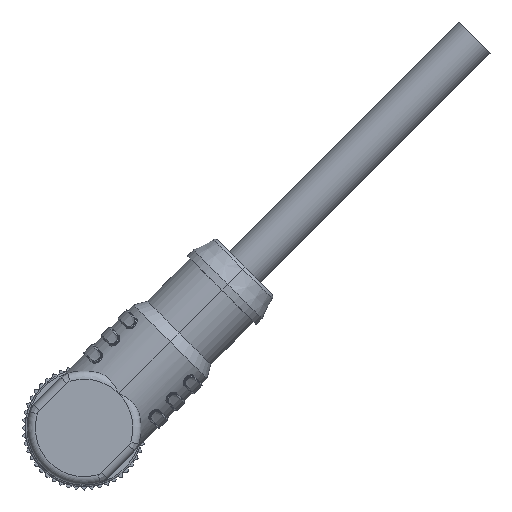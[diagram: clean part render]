
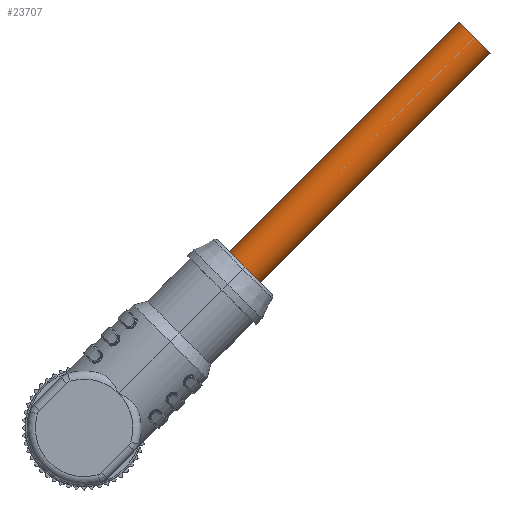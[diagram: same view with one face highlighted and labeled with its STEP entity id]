
A CAD part, left-side view. The second image highlights one B-rep face of the part: STEP entity #23707.
In plain terms, the highlighted cylindrical face has radius 2.7 mm (diameter 5.4 mm), a partial arc.
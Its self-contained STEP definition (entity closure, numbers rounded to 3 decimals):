
#4218=CARTESIAN_POINT('',(-21.5,-19.799,19.799));
#4219=DIRECTION('',(0.,-0.707,0.707));
#4220=DIRECTION('',(0.,0.707,0.707));
#4221=AXIS2_PLACEMENT_3D('',#4218,#4219,#4220);
#4223=DIRECTION('',(0.,0.707,-0.707));
#4224=VECTOR('',#4223,40.);
#4225=CARTESIAN_POINT('',(-21.5,-46.174,49.992));
#4226=LINE('',#4225,#4224);
#4227=DIRECTION('',(0.,0.707,-0.707));
#4228=VECTOR('',#4227,40.);
#4229=CARTESIAN_POINT('',(-21.5,-49.992,46.174));
#4230=LINE('',#4229,#4228);
#4236=CARTESIAN_POINT('',(-21.5,-48.083,48.083));
#4237=DIRECTION('',(0.,0.707,-0.707));
#4238=DIRECTION('',(0.,-0.707,-0.707));
#4239=AXIS2_PLACEMENT_3D('',#4236,#4237,#4238);
#16677=CARTESIAN_POINT('',(-21.5,-21.708,17.89));
#16678=CARTESIAN_POINT('',(-21.5,-17.89,21.708));
#16679=VERTEX_POINT('',#16677);
#16680=VERTEX_POINT('',#16678);
#16681=CARTESIAN_POINT('',(-21.5,-49.992,46.174));
#16682=VERTEX_POINT('',#16681);
#16683=CARTESIAN_POINT('',(-21.5,-46.174,49.992));
#16684=VERTEX_POINT('',#16683);
#23695=CARTESIAN_POINT('',(-21.5,-12.728,12.728));
#23696=DIRECTION('',(0.,-0.707,0.707));
#23697=DIRECTION('',(0.,-0.707,-0.707));
#23698=AXIS2_PLACEMENT_3D('',#23695,#23696,#23697);
#23699=CYLINDRICAL_SURFACE('',#23698,2.7);
#23700=ORIENTED_EDGE('',*,*,#23675,.F.);
#23701=ORIENTED_EDGE('',*,*,#23690,.F.);
#23703=ORIENTED_EDGE('',*,*,#23702,.F.);
#23704=ORIENTED_EDGE('',*,*,#23686,.T.);
#23705=EDGE_LOOP('',(#23700,#23701,#23703,#23704));
#23706=FACE_OUTER_BOUND('',#23705,.F.);
#23707=ADVANCED_FACE('',(#23706),#23699,.T.);
#4222=CIRCLE('',#4221,2.7);
#4240=CIRCLE('',#4239,2.7);
#23675=EDGE_CURVE('',#16680,#16679,#4222,.T.);
#23686=EDGE_CURVE('',#16682,#16679,#4230,.T.);
#23690=EDGE_CURVE('',#16684,#16680,#4226,.T.);
#23702=EDGE_CURVE('',#16682,#16684,#4240,.T.);
